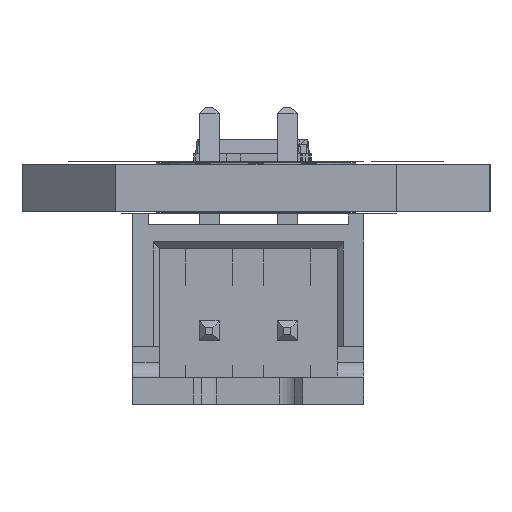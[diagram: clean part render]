
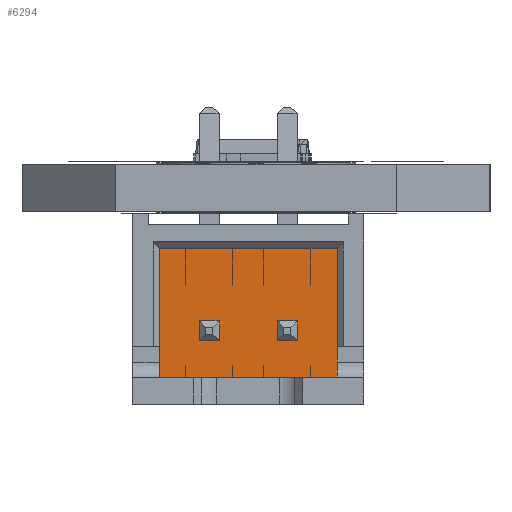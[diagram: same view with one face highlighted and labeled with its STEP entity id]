
A CAD part, left-side view. The second image highlights one B-rep face of the part: STEP entity #6294.
In plain terms, the highlighted face is planar.
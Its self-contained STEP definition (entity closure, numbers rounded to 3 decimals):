
#5476 = VERTEX_POINT('',#5477);
#5477 = CARTESIAN_POINT('',(-1.6,-4.05,5.25));
#5483 = EDGE_CURVE('',#5484,#5476,#5486,.T.);
#5484 = VERTEX_POINT('',#5485);
#5485 = CARTESIAN_POINT('',(4.1,-4.05,5.25));
#5486 = LINE('',#5487,#5488);
#5487 = CARTESIAN_POINT('',(4.1,-4.05,5.25));
#5488 = VECTOR('',#5489,1.);
#5489 = DIRECTION('',(-1.,0.,0.));
#6231 = EDGE_CURVE('',#5476,#6232,#6234,.T.);
#6232 = VERTEX_POINT('',#6233);
#6233 = CARTESIAN_POINT('',(-1.6,-4.05,1.1));
#6234 = LINE('',#6235,#6236);
#6235 = CARTESIAN_POINT('',(-1.6,-4.05,5.25));
#6236 = VECTOR('',#6237,1.);
#6237 = DIRECTION('',(0.,0.,-1.));
#6257 = VERTEX_POINT('',#6258);
#6258 = CARTESIAN_POINT('',(4.1,-4.05,1.1));
#6264 = EDGE_CURVE('',#6257,#5484,#6265,.T.);
#6265 = LINE('',#6266,#6267);
#6266 = CARTESIAN_POINT('',(4.1,-4.05,1.1));
#6267 = VECTOR('',#6268,1.);
#6268 = DIRECTION('',(0.,0.,1.));
#6282 = EDGE_CURVE('',#6232,#6257,#6283,.T.);
#6283 = LINE('',#6284,#6285);
#6284 = CARTESIAN_POINT('',(-1.6,-4.05,1.1));
#6285 = VECTOR('',#6286,1.);
#6286 = DIRECTION('',(1.,0.,0.));
#6294 = ADVANCED_FACE('',(#6295,#6301,#6335),#6369,.T.);
#6295 = FACE_BOUND('',#6296,.T.);
#6296 = EDGE_LOOP('',(#6297,#6298,#6299,#6300));
#6297 = ORIENTED_EDGE('',*,*,#5483,.T.);
#6298 = ORIENTED_EDGE('',*,*,#6231,.T.);
#6299 = ORIENTED_EDGE('',*,*,#6282,.T.);
#6300 = ORIENTED_EDGE('',*,*,#6264,.T.);
#6301 = FACE_BOUND('',#6302,.T.);
#6302 = EDGE_LOOP('',(#6303,#6313,#6321,#6329));
#6303 = ORIENTED_EDGE('',*,*,#6304,.F.);
#6304 = EDGE_CURVE('',#6305,#6307,#6309,.T.);
#6305 = VERTEX_POINT('',#6306);
#6306 = CARTESIAN_POINT('',(2.18,-4.05,4.07));
#6307 = VERTEX_POINT('',#6308);
#6308 = CARTESIAN_POINT('',(2.18,-4.05,3.43));
#6309 = LINE('',#6310,#6311);
#6310 = CARTESIAN_POINT('',(2.18,-4.05,2.613));
#6311 = VECTOR('',#6312,1.);
#6312 = DIRECTION('',(0.,0.,-1.));
#6313 = ORIENTED_EDGE('',*,*,#6314,.T.);
#6314 = EDGE_CURVE('',#6305,#6315,#6317,.T.);
#6315 = VERTEX_POINT('',#6316);
#6316 = CARTESIAN_POINT('',(2.82,-4.05,4.07));
#6317 = LINE('',#6318,#6319);
#6318 = CARTESIAN_POINT('',(2.035,-4.05,4.07));
#6319 = VECTOR('',#6320,1.);
#6320 = DIRECTION('',(1.,0.,0.));
#6321 = ORIENTED_EDGE('',*,*,#6322,.T.);
#6322 = EDGE_CURVE('',#6315,#6323,#6325,.T.);
#6323 = VERTEX_POINT('',#6324);
#6324 = CARTESIAN_POINT('',(2.82,-4.05,3.43));
#6325 = LINE('',#6326,#6327);
#6326 = CARTESIAN_POINT('',(2.82,-4.05,2.613));
#6327 = VECTOR('',#6328,1.);
#6328 = DIRECTION('',(0.,0.,-1.));
#6329 = ORIENTED_EDGE('',*,*,#6330,.T.);
#6330 = EDGE_CURVE('',#6323,#6307,#6331,.T.);
#6331 = LINE('',#6332,#6333);
#6332 = CARTESIAN_POINT('',(2.035,-4.05,3.43));
#6333 = VECTOR('',#6334,1.);
#6334 = DIRECTION('',(-1.,0.,0.));
#6335 = FACE_BOUND('',#6336,.T.);
#6336 = EDGE_LOOP('',(#6337,#6347,#6355,#6363));
#6337 = ORIENTED_EDGE('',*,*,#6338,.T.);
#6338 = EDGE_CURVE('',#6339,#6341,#6343,.T.);
#6339 = VERTEX_POINT('',#6340);
#6340 = CARTESIAN_POINT('',(-0.32,-4.05,4.07));
#6341 = VERTEX_POINT('',#6342);
#6342 = CARTESIAN_POINT('',(0.32,-4.05,4.07));
#6343 = LINE('',#6344,#6345);
#6344 = CARTESIAN_POINT('',(0.785,-4.05,4.07));
#6345 = VECTOR('',#6346,1.);
#6346 = DIRECTION('',(1.,0.,0.));
#6347 = ORIENTED_EDGE('',*,*,#6348,.T.);
#6348 = EDGE_CURVE('',#6341,#6349,#6351,.T.);
#6349 = VERTEX_POINT('',#6350);
#6350 = CARTESIAN_POINT('',(0.32,-4.05,3.43));
#6351 = LINE('',#6352,#6353);
#6352 = CARTESIAN_POINT('',(0.32,-4.05,2.613));
#6353 = VECTOR('',#6354,1.);
#6354 = DIRECTION('',(0.,0.,-1.));
#6355 = ORIENTED_EDGE('',*,*,#6356,.T.);
#6356 = EDGE_CURVE('',#6349,#6357,#6359,.T.);
#6357 = VERTEX_POINT('',#6358);
#6358 = CARTESIAN_POINT('',(-0.32,-4.05,3.43));
#6359 = LINE('',#6360,#6361);
#6360 = CARTESIAN_POINT('',(0.785,-4.05,3.43));
#6361 = VECTOR('',#6362,1.);
#6362 = DIRECTION('',(-1.,0.,0.));
#6363 = ORIENTED_EDGE('',*,*,#6364,.F.);
#6364 = EDGE_CURVE('',#6339,#6357,#6365,.T.);
#6365 = LINE('',#6366,#6367);
#6366 = CARTESIAN_POINT('',(-0.32,-4.05,2.613));
#6367 = VECTOR('',#6368,1.);
#6368 = DIRECTION('',(0.,0.,-1.));
#6369 = PLANE('',#6370);
#6370 = AXIS2_PLACEMENT_3D('',#6371,#6372,#6373);
#6371 = CARTESIAN_POINT('',(1.25,-4.05,3.175));
#6372 = DIRECTION('',(0.,-1.,0.));
#6373 = DIRECTION('',(-1.,0.,0.));
